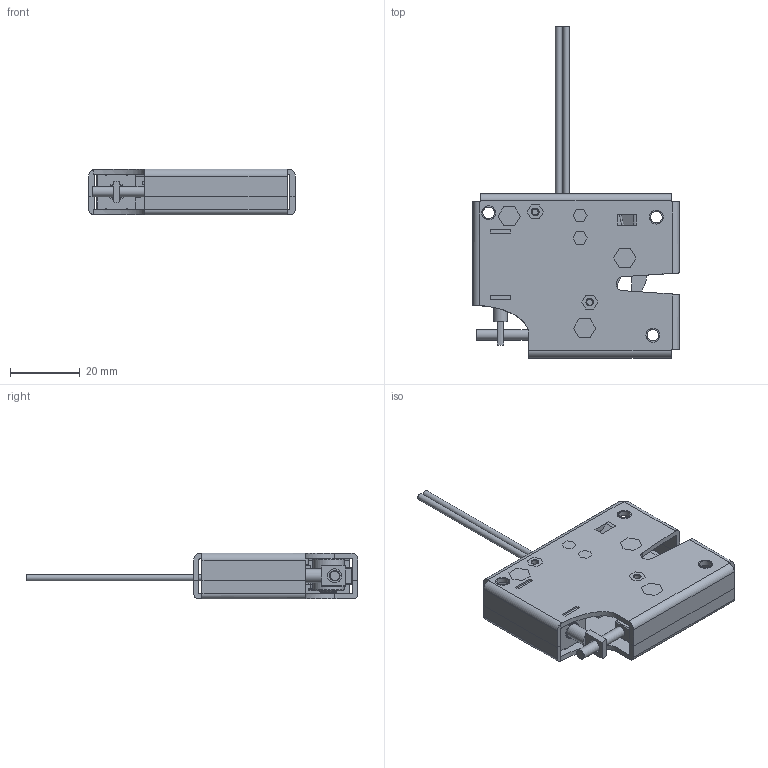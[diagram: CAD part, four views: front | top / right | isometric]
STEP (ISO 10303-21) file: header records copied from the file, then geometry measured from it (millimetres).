
FILE_DESCRIPTION(/* description */ (''),/* implementation_level */ '2;1');
FILE_NAME(/* name */ 'LNL-77E-4761_Shrinkwrap_1.stp',/* time_stamp */ '2022-01-31T14:15:48-06:00',/* author */ ('mpekovitch'),/* organization */ (''),/* preprocessor_version */ 'ST-DEVELOPER v18.1',/* originating_system */ 'Autodesk Inventor 2020',/* authorisation */ '');
FILE_SCHEMA (('AUTOMOTIVE_DESIGN { 1 0 10303 214 3 1 1 }'));
Products named in the file (1): BS-6147_Shrinkwrap_1
Bounding box: 59 x 94.98 x 13.15 mm (x, y, z)
Volume: 14881.7 mm3; surface area: 22233.4 mm2
Topology: 27 solids, 33 shells, 791 faces, 2139 edges, 1443 vertices
Faces by surface type: plane 425, cylinder 224, cone 73, bspline 59, torus 10
Full cylindrical faces by diameter (mm): 1.5 x2, 1.6 x2, 1.8 x4, 1.853 x2, 1.9 x1, 2 x18, 2.3 x3, 2.5 x2, 2.513 x45, 2.8 x4, 2.85 x1, 2.9 x1, 3 x3, 3.2 x2, 3.3 x6, 3.5 x6, 4 x9, 4.1 x1, 4.5 x3, 4.8 x3, 5 x5, 5.1 x1, 5.151 x1, 7.5 x1, 9 x1, 9.176 x1, 9.9 x1
Entity records: 54793 total; most frequent: CARTESIAN_POINT 34098, ORIENTED_EDGE 4248, DIRECTION 3877, EDGE_CURVE 2136, VERTEX_POINT 1443, AXIS2_PLACEMENT_3D 1324, LINE 1229, VECTOR 1229
